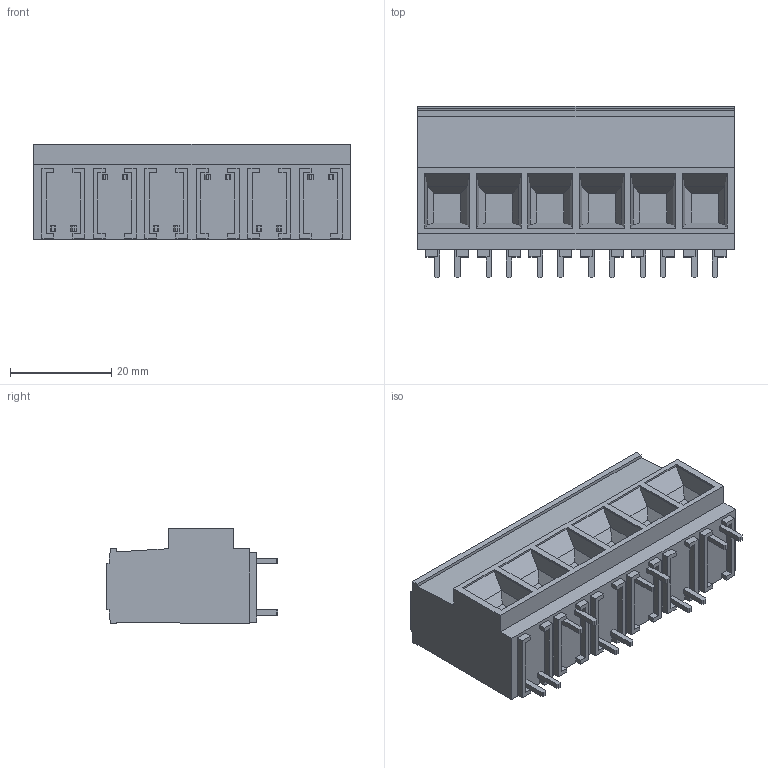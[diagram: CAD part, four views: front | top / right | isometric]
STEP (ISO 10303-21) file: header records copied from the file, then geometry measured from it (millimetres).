
FILE_DESCRIPTION((''),'2;1');
FILE_NAME('399100106','2015-03-20T',('me'),(''),'PRO/ENGINEER BY PARAMETRIC TECHNOLOGY CORPORATION, 2011490','PRO/ENGINEER BY PARAMETRIC TECHNOLOGY CORPORATION, 2011490','');
FILE_SCHEMA(('CONFIG_CONTROL_DESIGN'));
Length unit declared in the file: inch
Products named in the file (1): 399100106
Bounding box: 62.48 x 33.78 x 18.8 mm (x, y, z)
Volume: 26074 mm3; surface area: 8957 mm2
Topology: 1 solids, 1 shells, 342 faces, 870 edges, 572 vertices
Faces by surface type: plane 318, cone 12, cylinder 12
Entity records: 10087 total; most frequent: CARTESIAN_POINT 1749, ORIENTED_EDGE 1680, DIRECTION 1640, EDGE_CURVE 840, VECTOR 786, LINE 786, VERTEX_POINT 536, AXIS2_PLACEMENT_3D 427
